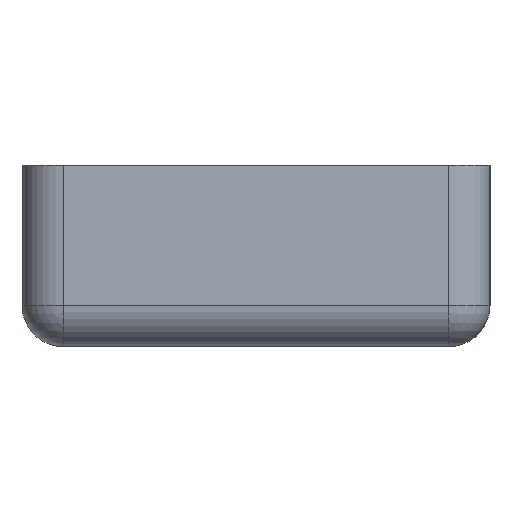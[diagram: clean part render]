
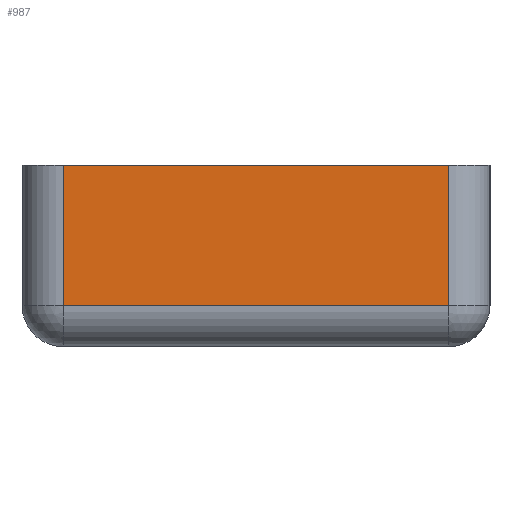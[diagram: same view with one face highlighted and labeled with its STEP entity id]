
A CAD part, left-side view. The second image highlights one B-rep face of the part: STEP entity #987.
In plain terms, the highlighted planar face has unit normal (-1, 0, 0).
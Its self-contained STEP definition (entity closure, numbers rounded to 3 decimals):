
#930=CARTESIAN_POINT('',(-59.031,7.425,0.8));
#931=VERTEX_POINT('',#930);
#939=CARTESIAN_POINT('',(-59.031,7.425,6.2));
#940=VERTEX_POINT('',#939);
#941=CARTESIAN_POINT('',(-59.031,7.425,6.2));
#942=DIRECTION('',(-0.,-0.,-1.));
#943=VECTOR('',#942,5.4);
#944=LINE('',#941,#943);
#945=EDGE_CURVE('',#940,#931,#944,.T.);
#957=CARTESIAN_POINT('',(-59.031,0.,-0.4));
#958=DIRECTION('',(-1.,0.,0.));
#959=DIRECTION('',(0.,-1.,0.));
#960=AXIS2_PLACEMENT_3D('',#957,#958,#959);
#961=PLANE('',#960);
#962=ORIENTED_EDGE('',*,*,#945,.T.);
#963=CARTESIAN_POINT('',(-59.031,-7.425,0.8));
#964=VERTEX_POINT('',#963);
#965=CARTESIAN_POINT('',(-59.031,7.425,0.8));
#966=DIRECTION('',(0.,-1.,-0.));
#967=VECTOR('',#966,14.85);
#968=LINE('',#965,#967);
#969=EDGE_CURVE('',#931,#964,#968,.T.);
#970=ORIENTED_EDGE('',*,*,#969,.T.);
#971=CARTESIAN_POINT('',(-59.031,-7.425,6.2));
#972=VERTEX_POINT('',#971);
#973=CARTESIAN_POINT('',(-59.031,-7.425,6.2));
#974=DIRECTION('',(0.,0.,-1.));
#975=VECTOR('',#974,5.4);
#976=LINE('',#973,#975);
#977=EDGE_CURVE('',#972,#964,#976,.T.);
#978=ORIENTED_EDGE('',*,*,#977,.F.);
#979=CARTESIAN_POINT('',(-59.031,7.425,6.2));
#980=DIRECTION('',(0.,-1.,0.));
#981=VECTOR('',#980,14.85);
#982=LINE('',#979,#981);
#983=EDGE_CURVE('',#940,#972,#982,.T.);
#984=ORIENTED_EDGE('',*,*,#983,.F.);
#985=EDGE_LOOP('',(#962,#970,#978,#984));
#986=FACE_BOUND('',#985,.T.);
#987=ADVANCED_FACE('',(#986),#961,.T.);
